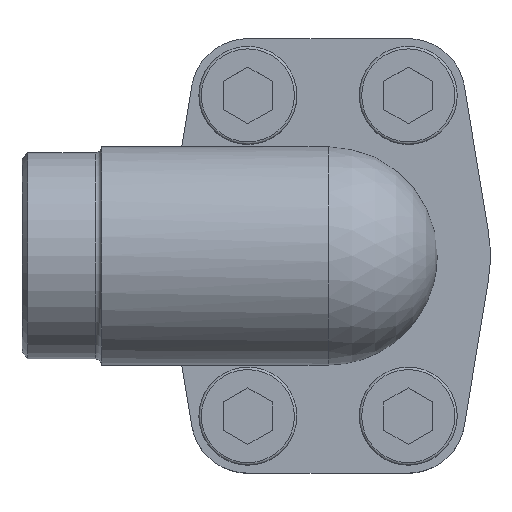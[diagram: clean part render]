
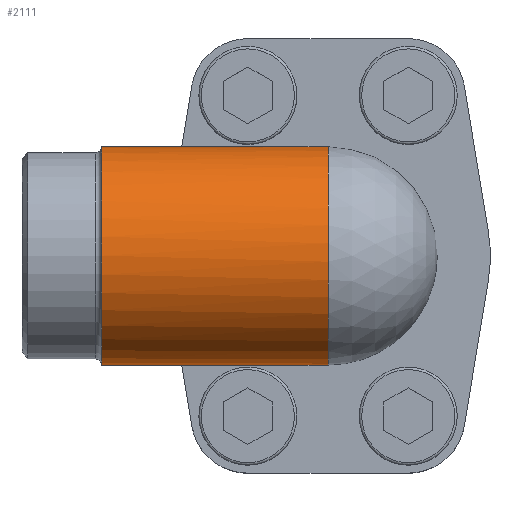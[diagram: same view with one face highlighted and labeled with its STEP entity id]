
A CAD part, top view. The second image highlights one B-rep face of the part: STEP entity #2111.
In plain terms, the highlighted cylindrical face has radius 17.85 mm (diameter 35.7 mm), a full revolution.
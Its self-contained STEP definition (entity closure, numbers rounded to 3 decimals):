
#38=ELLIPSE('',#2224,18.093,17.85);
#39=ELLIPSE('',#2226,18.093,17.85);
#41=B_SPLINE_CURVE_WITH_KNOTS('',3,(#2918,#2919,#2920,#2921,#2922),
 .UNSPECIFIED.,.F.,.F.,(4,1,4),(0.,0.004,
0.009),.UNSPECIFIED.);
#48=LINE('',#2892,#146);
#55=LINE('',#2916,#153);
#146=VECTOR('',#2426,1000.);
#153=VECTOR('',#2443,1000.);
#411=ORIENTED_EDGE('',*,*,#706,.F.);
#412=ORIENTED_EDGE('',*,*,#680,.F.);
#413=ORIENTED_EDGE('',*,*,#684,.T.);
#414=ORIENTED_EDGE('',*,*,#681,.T.);
#415=ORIENTED_EDGE('',*,*,#686,.T.);
#416=ORIENTED_EDGE('',*,*,#668,.F.);
#417=ORIENTED_EDGE('',*,*,#700,.T.);
#668=EDGE_CURVE('',#840,#842,#48,.F.);
#680=EDGE_CURVE('',#853,#841,#55,.T.);
#681=EDGE_CURVE('',#854,#855,#41,.T.);
#684=EDGE_CURVE('',#853,#854,#38,.F.);
#686=EDGE_CURVE('',#855,#842,#39,.F.);
#700=EDGE_CURVE('',#860,#860,#977,.T.);
#706=EDGE_CURVE('',#841,#840,#983,.T.);
#840=VERTEX_POINT('',#2890);
#841=VERTEX_POINT('',#2891);
#842=VERTEX_POINT('',#2893);
#853=VERTEX_POINT('',#2915);
#854=VERTEX_POINT('',#2923);
#855=VERTEX_POINT('',#2924);
#860=VERTEX_POINT('',#2964);
#977=CIRCLE('',#2245,17.85);
#983=CIRCLE('',#2257,17.85);
#1069=EDGE_LOOP('',(#411,#412,#413,#414,#415,#416));
#1070=EDGE_LOOP('',(#417));
#1232=FACE_BOUND('',#1069,.T.);
#1233=FACE_BOUND('',#1070,.T.);
#1359=CYLINDRICAL_SURFACE('',#2258,17.85);
#2111=ADVANCED_FACE('',(#1232,#1233),#1359,.T.);
#2224=AXIS2_PLACEMENT_3D('',#2928,#2450,#2451);
#2226=AXIS2_PLACEMENT_3D('',#2931,#2455,#2456);
#2245=AXIS2_PLACEMENT_3D('',#2963,#2502,#2503);
#2257=AXIS2_PLACEMENT_3D('',#2980,#2526,#2527);
#2258=AXIS2_PLACEMENT_3D('',#2981,#2528,#2529);
#2426=DIRECTION('',(1.,0.,0.));
#2443=DIRECTION('',(1.,0.,0.));
#2450=DIRECTION('',(0.987,-0.163,0.));
#2451=DIRECTION('',(0.163,0.987,0.));
#2455=DIRECTION('',(0.987,0.163,0.));
#2456=DIRECTION('',(0.163,-0.987,0.));
#2502=DIRECTION('',(1.,0.,0.));
#2503=DIRECTION('',(0.,0.,-1.));
#2526=DIRECTION('',(1.,0.,0.));
#2527=DIRECTION('',(0.,0.,-1.));
#2528=DIRECTION('',(1.,0.,0.));
#2529=DIRECTION('',(0.,0.,-1.));
#2890=CARTESIAN_POINT('',(0.,-17.396,24.));
#2891=CARTESIAN_POINT('',(0.,17.396,24.));
#2892=CARTESIAN_POINT('',(0.,-17.396,24.));
#2893=CARTESIAN_POINT('',(-23.983,-17.396,24.));
#2915=CARTESIAN_POINT('',(-23.983,17.396,24.));
#2916=CARTESIAN_POINT('',(0.,17.396,24.));
#2918=CARTESIAN_POINT('',(-26.145,4.325,10.682));
#2919=CARTESIAN_POINT('',(-26.378,2.913,10.329));
#2920=CARTESIAN_POINT('',(-26.622,0.026,9.971));
#2921=CARTESIAN_POINT('',(-26.378,-2.913,10.329));
#2922=CARTESIAN_POINT('',(-26.145,-4.325,10.682));
#2923=CARTESIAN_POINT('',(-26.145,4.325,10.682));
#2924=CARTESIAN_POINT('',(-26.145,-4.325,10.682));
#2928=CARTESIAN_POINT('',(-26.86,0.,28.));
#2931=CARTESIAN_POINT('',(-26.86,0.,28.));
#2963=CARTESIAN_POINT('',(-37.,0.,28.));
#2964=CARTESIAN_POINT('',(-37.,0.,10.15));
#2980=CARTESIAN_POINT('',(0.,0.,28.));
#2981=CARTESIAN_POINT('',(0.,0.,28.));
